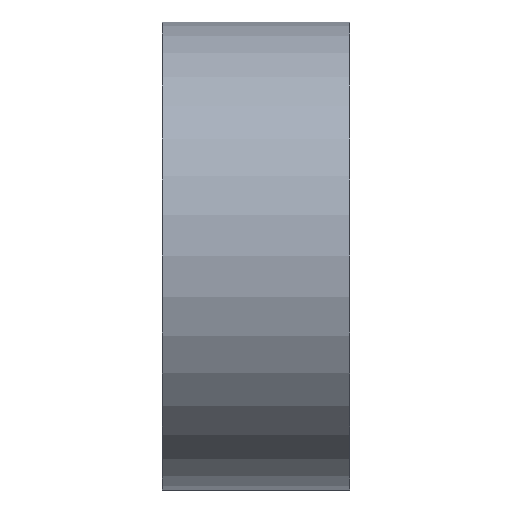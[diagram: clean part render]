
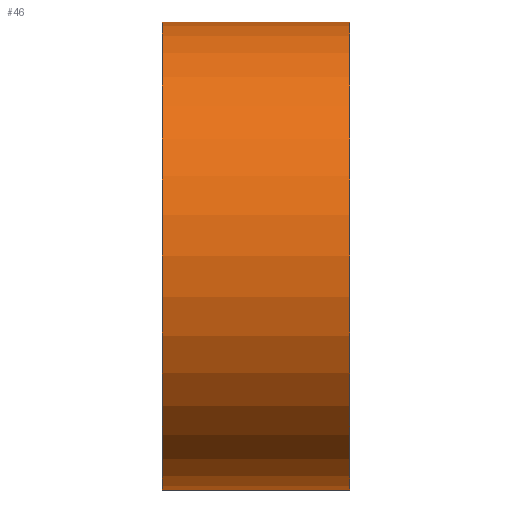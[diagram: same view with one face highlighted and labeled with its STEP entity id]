
A CAD part, left-side view. The second image highlights one B-rep face of the part: STEP entity #46.
In plain terms, the highlighted cylindrical face has radius 5 mm (diameter 10 mm), a partial arc.
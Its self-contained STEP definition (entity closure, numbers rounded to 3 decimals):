
#46=ADVANCED_FACE('',(#125),#1383,.T.);
#125=FACE_OUTER_BOUND('',#204,.T.);
#204=EDGE_LOOP('',(#331,#332,#333,#334));
#331=ORIENTED_EDGE('',*,*,#734,.F.);
#332=ORIENTED_EDGE('',*,*,#731,.F.);
#333=ORIENTED_EDGE('',*,*,#733,.T.);
#334=ORIENTED_EDGE('',*,*,#732,.F.);
#731=EDGE_CURVE('',#1215,#1214,#937,.T.);
#732=EDGE_CURVE('',#1216,#1217,#938,.T.);
#733=EDGE_CURVE('',#1215,#1217,#1061,.T.);
#734=EDGE_CURVE('',#1214,#1216,#1062,.T.);
#937=B_SPLINE_CURVE_WITH_KNOTS('',1,(#2139,#2140),.UNSPECIFIED.,.F.,.F.,
(2,2),(0.,4.),.UNSPECIFIED.);
#938=B_SPLINE_CURVE_WITH_KNOTS('',1,(#2141,#2142),.UNSPECIFIED.,.F.,.F.,
(2,2),(0.,4.),.UNSPECIFIED.);
#1061=TRIMMED_CURVE($,#1131,(#2144),(#2145),.T.,.CARTESIAN.);
#1062=TRIMMED_CURVE($,#1132,(#2147),(#2148),.T.,.CARTESIAN.);
#1131=CIRCLE('',#1515,5.);
#1132=CIRCLE('',#1516,5.);
#1214=VERTEX_POINT('',#1918);
#1215=VERTEX_POINT('',#1919);
#1216=VERTEX_POINT('',#1920);
#1217=VERTEX_POINT('',#1921);
#1383=CYLINDRICAL_SURFACE('',#1446,5.);
#1446=AXIS2_PLACEMENT_3D('',#1826,#1596,$);
#1515=AXIS2_PLACEMENT_3D($,#2143,#1669,#1670);
#1516=AXIS2_PLACEMENT_3D($,#2146,#1671,#1672);
#1596=DIRECTION('',(0.,-1.,0.));
#1669=DIRECTION('',(0.,-1.,0.));
#1670=DIRECTION('',(0.,0.,1.));
#1671=DIRECTION('',(0.,-1.,0.));
#1672=DIRECTION('',(0.,0.,1.));
#1826=CARTESIAN_POINT('',(1.5,157.,-124.));
#1918=CARTESIAN_POINT('',(1.5,155.,-119.));
#1919=CARTESIAN_POINT('',(1.5,159.,-119.));
#1920=CARTESIAN_POINT('',(1.5,155.,-129.));
#1921=CARTESIAN_POINT('',(1.5,159.,-129.));
#2139=CARTESIAN_POINT('',(1.5,159.,-119.));
#2140=CARTESIAN_POINT('',(1.5,155.,-119.));
#2141=CARTESIAN_POINT('',(1.5,155.,-129.));
#2142=CARTESIAN_POINT('',(1.5,159.,-129.));
#2143=CARTESIAN_POINT('',(1.5,159.,-124.));
#2144=CARTESIAN_POINT('',(1.5,159.,-119.));
#2145=CARTESIAN_POINT('',(1.5,159.,-129.));
#2146=CARTESIAN_POINT('',(1.5,155.,-124.));
#2147=CARTESIAN_POINT('',(1.5,155.,-119.));
#2148=CARTESIAN_POINT('',(1.5,155.,-129.));
